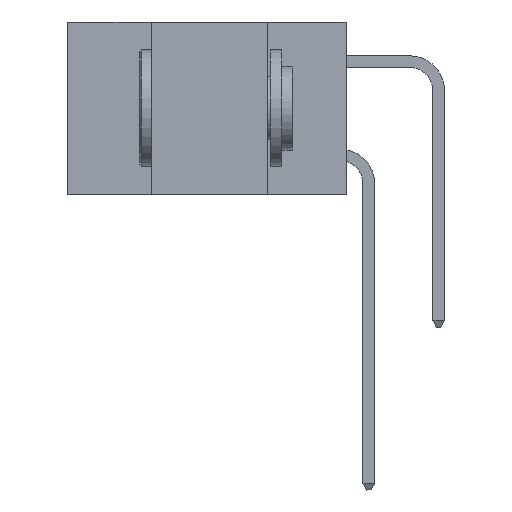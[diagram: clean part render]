
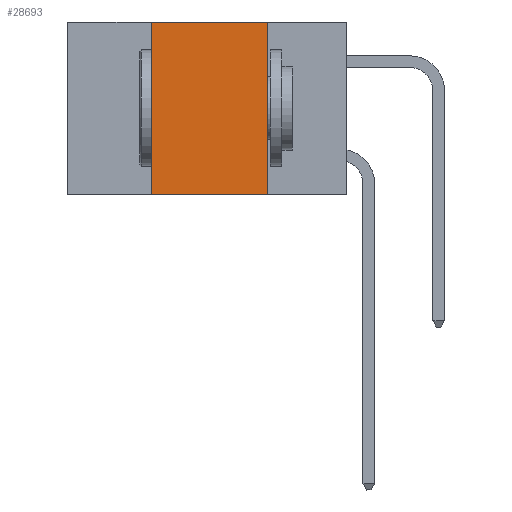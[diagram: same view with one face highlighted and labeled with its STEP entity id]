
A CAD part, left-side view. The second image highlights one B-rep face of the part: STEP entity #28693.
In plain terms, the highlighted planar face has unit normal (-1, 0, 0).
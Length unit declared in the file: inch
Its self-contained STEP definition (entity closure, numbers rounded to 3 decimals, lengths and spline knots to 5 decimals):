
#294 = PLANE ( 'NONE',  #21851 ) ;
#501 = CARTESIAN_POINT ( 'NONE',  ( 0., 0.6, -0.37 ) ) ;
#560 = LINE ( 'NONE', #501, #6834 ) ;
#3050 = CARTESIAN_POINT ( 'NONE',  ( 0., 0.17, -0.37 ) ) ;
#3346 = VECTOR ( 'NONE', #16269, 39.37008 ) ;
#3940 = EDGE_CURVE ( 'NONE', #18332, #19257, #20154, .T. ) ;
#4467 = DIRECTION ( 'NONE',  ( 0., 0., -1. ) ) ;
#4625 = EDGE_CURVE ( 'NONE', #19257, #4944, #20808, .T. ) ;
#4944 = VERTEX_POINT ( 'NONE', #3050 ) ;
#5751 = DIRECTION ( 'NONE',  ( 0., 0., 1. ) ) ;
#6382 = VERTEX_POINT ( 'NONE', #7369 ) ;
#6834 = VECTOR ( 'NONE', #27235, 39.37008 ) ;
#7369 = CARTESIAN_POINT ( 'NONE',  ( 0., 0.42, -0.37 ) ) ;
#7986 = CARTESIAN_POINT ( 'NONE',  ( 0., 0.42, 0. ) ) ;
#9152 = CARTESIAN_POINT ( 'NONE',  ( 0., 0.6, 0. ) ) ;
#14923 = ORIENTED_EDGE ( 'NONE', *, *, #20160, .F. ) ;
#15291 = EDGE_CURVE ( 'NONE', #6382, #4944, #560, .T. ) ;
#15936 = VECTOR ( 'NONE', #23561, 39.37008 ) ;
#15964 = LINE ( 'NONE', #7986, #27848 ) ;
#16269 = DIRECTION ( 'NONE',  ( 0., 0., -1. ) ) ;
#16334 = CARTESIAN_POINT ( 'NONE',  ( 0., 0.17, 0. ) ) ;
#17088 = CARTESIAN_POINT ( 'NONE',  ( 0., 0.6, 0. ) ) ;
#17160 = ORIENTED_EDGE ( 'NONE', *, *, #3940, .F. ) ;
#18332 = VERTEX_POINT ( 'NONE', #19929 ) ;
#19257 = VERTEX_POINT ( 'NONE', #16334 ) ;
#19440 = EDGE_LOOP ( 'NONE', ( #26610, #17160, #14923, #26838 ) ) ;
#19929 = CARTESIAN_POINT ( 'NONE',  ( 0., 0.42, 0. ) ) ;
#20154 = LINE ( 'NONE', #17088, #15936 ) ;
#20160 = EDGE_CURVE ( 'NONE', #6382, #18332, #15964, .T. ) ;
#20205 = DIRECTION ( 'NONE',  ( 1., 0., 0. ) ) ;
#20621 = FACE_OUTER_BOUND ( 'NONE', #19440, .T. ) ;
#20808 = LINE ( 'NONE', #25168, #3346 ) ;
#21851 = AXIS2_PLACEMENT_3D ( 'NONE', #9152, #20205, #4467 ) ;
#23561 = DIRECTION ( 'NONE',  ( 0., -1., 0. ) ) ;
#25168 = CARTESIAN_POINT ( 'NONE',  ( 0., 0.17, 0. ) ) ;
#26610 = ORIENTED_EDGE ( 'NONE', *, *, #4625, .F. ) ;
#26838 = ORIENTED_EDGE ( 'NONE', *, *, #15291, .T. ) ;
#27235 = DIRECTION ( 'NONE',  ( 0., -1., 0. ) ) ;
#27848 = VECTOR ( 'NONE', #5751, 39.37008 ) ;
#28693 = ADVANCED_FACE ( 'NONE', ( #20621 ), #294, .F. ) ;
